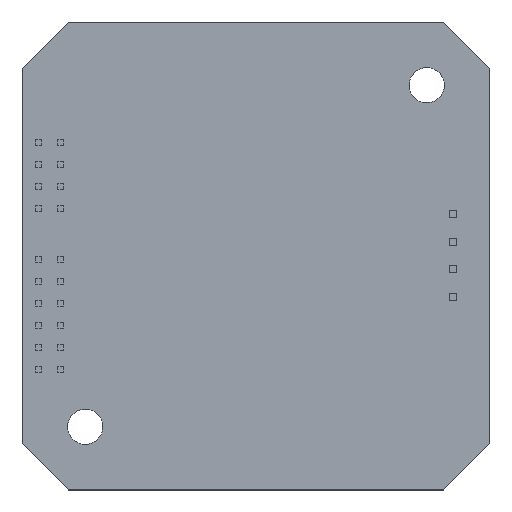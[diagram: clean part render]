
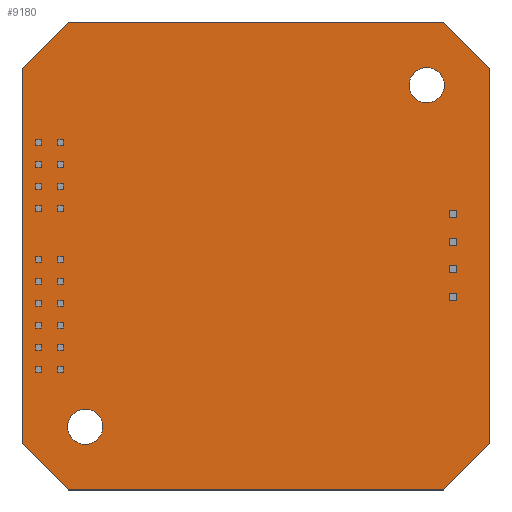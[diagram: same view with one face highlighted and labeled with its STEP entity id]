
A CAD part, top view. The second image highlights one B-rep face of the part: STEP entity #9180.
In plain terms, the highlighted planar face has unit normal (0, 0, 1).
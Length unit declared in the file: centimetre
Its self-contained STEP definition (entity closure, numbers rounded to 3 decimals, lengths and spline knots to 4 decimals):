
#257=LINE('',#12869,#1445);
#259=LINE('',#12873,#1447);
#260=LINE('',#12875,#1448);
#261=LINE('',#12877,#1449);
#262=LINE('',#12879,#1450);
#263=LINE('',#12881,#1451);
#264=LINE('',#12883,#1452);
#265=LINE('',#12884,#1453);
#1445=VECTOR('',#10596,0.594);
#1447=VECTOR('',#10600,3.41);
#1448=VECTOR('',#10601,0.594);
#1449=VECTOR('',#10602,3.41);
#1450=VECTOR('',#10603,0.594);
#1451=VECTOR('',#10604,3.41);
#1452=VECTOR('',#10605,0.594);
#1453=VECTOR('',#10606,3.41);
#2500=PLANE('',#9701);
#2904=FACE_BOUND('',#3603,.T.);
#2905=FACE_BOUND('',#3604,.T.);
#3089=FACE_OUTER_BOUND('',#3602,.T.);
#3602=EDGE_LOOP('',(#6580,#6581,#6582,#6583,#6584,#6585,#6586,#6587));
#3603=EDGE_LOOP('',(#6588));
#3604=EDGE_LOOP('',(#6589));
#4070=CIRCLE('',#9695,0.16);
#4072=CIRCLE('',#9698,0.16);
#4253=VERTEX_POINT('',#12853);
#4255=VERTEX_POINT('',#12858);
#4259=VERTEX_POINT('',#12866);
#4260=VERTEX_POINT('',#12868);
#4261=VERTEX_POINT('',#12872);
#4262=VERTEX_POINT('',#12874);
#4263=VERTEX_POINT('',#12876);
#4264=VERTEX_POINT('',#12878);
#4265=VERTEX_POINT('',#12880);
#4266=VERTEX_POINT('',#12882);
#5153=EDGE_CURVE('',#4253,#4253,#4070,.T.);
#5155=EDGE_CURVE('',#4255,#4255,#4072,.T.);
#5159=EDGE_CURVE('',#4259,#4260,#257,.T.);
#5161=EDGE_CURVE('',#4261,#4259,#259,.T.);
#5162=EDGE_CURVE('',#4262,#4261,#260,.T.);
#5163=EDGE_CURVE('',#4263,#4262,#261,.T.);
#5164=EDGE_CURVE('',#4264,#4263,#262,.T.);
#5165=EDGE_CURVE('',#4265,#4264,#263,.T.);
#5166=EDGE_CURVE('',#4266,#4265,#264,.T.);
#5167=EDGE_CURVE('',#4260,#4266,#265,.T.);
#6580=ORIENTED_EDGE('',*,*,#5159,.F.);
#6581=ORIENTED_EDGE('',*,*,#5161,.F.);
#6582=ORIENTED_EDGE('',*,*,#5162,.F.);
#6583=ORIENTED_EDGE('',*,*,#5163,.F.);
#6584=ORIENTED_EDGE('',*,*,#5164,.F.);
#6585=ORIENTED_EDGE('',*,*,#5165,.F.);
#6586=ORIENTED_EDGE('',*,*,#5166,.F.);
#6587=ORIENTED_EDGE('',*,*,#5167,.F.);
#6588=ORIENTED_EDGE('',*,*,#5153,.T.);
#6589=ORIENTED_EDGE('',*,*,#5155,.T.);
#9180=ADVANCED_FACE('',(#3089,#2904,#2905),#2500,.F.);
#9695=AXIS2_PLACEMENT_3D('',#12854,#10582,#10583);
#9698=AXIS2_PLACEMENT_3D('',#12859,#10588,#10589);
#9701=AXIS2_PLACEMENT_3D('',#12871,#10598,#10599);
#10582=DIRECTION('center_axis',(0.,0.,
-1.));
#10583=DIRECTION('ref_axis',(0.,-1.,0.));
#10588=DIRECTION('center_axis',(0.,0.,
-1.));
#10589=DIRECTION('ref_axis',(0.,-1.,0.));
#10596=DIRECTION('',(0.707,0.707,0.));
#10598=DIRECTION('center_axis',(0.,0.,
-1.));
#10599=DIRECTION('ref_axis',(0.,1.,0.));
#10600=DIRECTION('',(0.,1.,0.));
#10601=DIRECTION('',(-0.707,0.707,0.));
#10602=DIRECTION('',(-1.,0.,0.));
#10603=DIRECTION('',(-0.707,-0.707,0.));
#10604=DIRECTION('',(0.,-1.,0.));
#10605=DIRECTION('',(0.707,-0.707,0.));
#10606=DIRECTION('',(1.,0.,0.));
#12853=CARTESIAN_POINT('',(2.0504,1.6776,-1.8943));
#12854=CARTESIAN_POINT('Origin',(2.0504,1.5176,-1.8943));
#12858=CARTESIAN_POINT('',(-1.0496,-1.4224,-1.8943));
#12859=CARTESIAN_POINT('Origin',(-1.0496,-1.5824,-1.8943));
#12866=CARTESIAN_POINT('',(-1.6246,1.6726,-1.8943));
#12868=CARTESIAN_POINT('',(-1.2046,2.0926,-1.8943));
#12869=CARTESIAN_POINT('',(-1.6246,1.6726,-1.8943));
#12871=CARTESIAN_POINT('Origin',(0.5004,-0.0324,-1.8943));
#12872=CARTESIAN_POINT('',(-1.6246,-1.7374,-1.8943));
#12873=CARTESIAN_POINT('',(-1.6246,-1.7374,-1.8943));
#12874=CARTESIAN_POINT('',(-1.2046,-2.1574,-1.8943));
#12875=CARTESIAN_POINT('',(-1.2046,-2.1574,-1.8943));
#12876=CARTESIAN_POINT('',(2.2054,-2.1574,-1.8943));
#12877=CARTESIAN_POINT('',(2.2054,-2.1574,-1.8943));
#12878=CARTESIAN_POINT('',(2.6254,-1.7374,-1.8943));
#12879=CARTESIAN_POINT('',(2.6254,-1.7374,-1.8943));
#12880=CARTESIAN_POINT('',(2.6254,1.6726,-1.8943));
#12881=CARTESIAN_POINT('',(2.6254,1.6726,-1.8943));
#12882=CARTESIAN_POINT('',(2.2054,2.0926,-1.8943));
#12883=CARTESIAN_POINT('',(2.2054,2.0926,-1.8943));
#12884=CARTESIAN_POINT('',(-1.2046,2.0926,-1.8943));
